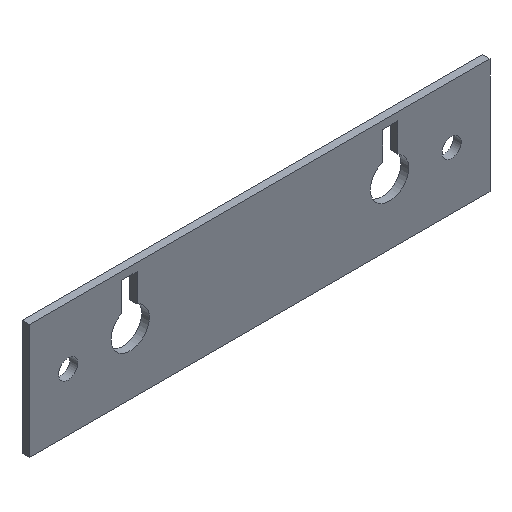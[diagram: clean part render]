
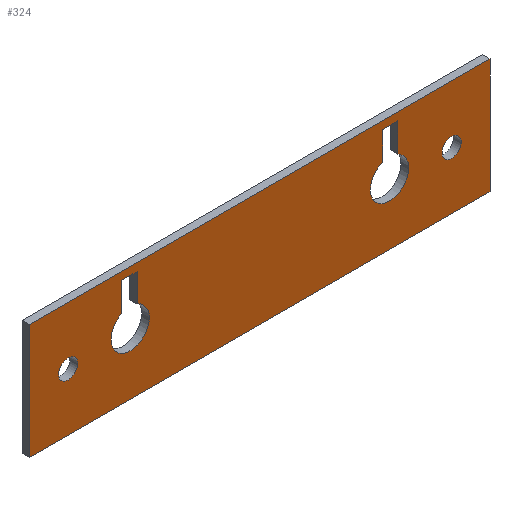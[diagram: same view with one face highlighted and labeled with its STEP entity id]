
A CAD part, isometric view. The second image highlights one B-rep face of the part: STEP entity #324.
In plain terms, the highlighted planar face has unit normal (0, -1, 0).
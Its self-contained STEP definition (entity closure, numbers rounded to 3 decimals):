
#19=FACE_BOUND('',#71,.T.);
#20=FACE_BOUND('',#72,.T.);
#21=FACE_BOUND('',#73,.T.);
#22=FACE_BOUND('',#74,.T.);
#34=PLANE('',#362);
#50=FACE_OUTER_BOUND('',#70,.T.);
#70=EDGE_LOOP('',(#291,#292,#293,#294));
#71=EDGE_LOOP('',(#295));
#72=EDGE_LOOP('',(#296,#297,#298,#299));
#73=EDGE_LOOP('',(#300,#301,#302,#303));
#74=EDGE_LOOP('',(#304));
#76=LINE('',#457,#110);
#80=LINE('',#465,#114);
#83=LINE('',#471,#117);
#86=LINE('',#481,#120);
#90=LINE('',#489,#124);
#93=LINE('',#495,#127);
#97=LINE('',#511,#131);
#101=LINE('',#519,#135);
#104=LINE('',#525,#138);
#107=LINE('',#530,#141);
#110=VECTOR('',#374,10.);
#114=VECTOR('',#380,10.);
#117=VECTOR('',#385,10.);
#120=VECTOR('',#396,10.);
#124=VECTOR('',#402,10.);
#127=VECTOR('',#407,10.);
#131=VECTOR('',#425,10.);
#135=VECTOR('',#431,10.);
#138=VECTOR('',#436,10.);
#141=VECTOR('',#441,10.);
#144=CIRCLE('',#341,2.5);
#145=CIRCLE('',#346,5.);
#147=CIRCLE('',#352,5.);
#150=CIRCLE('',#356,2.5);
#152=VERTEX_POINT('',#451);
#153=VERTEX_POINT('',#455);
#154=VERTEX_POINT('',#456);
#157=VERTEX_POINT('',#464);
#159=VERTEX_POINT('',#470);
#161=VERTEX_POINT('',#479);
#162=VERTEX_POINT('',#480);
#165=VERTEX_POINT('',#488);
#167=VERTEX_POINT('',#494);
#170=VERTEX_POINT('',#505);
#171=VERTEX_POINT('',#509);
#172=VERTEX_POINT('',#510);
#175=VERTEX_POINT('',#518);
#177=VERTEX_POINT('',#524);
#181=EDGE_CURVE('',#152,#152,#144,.T.);
#182=EDGE_CURVE('',#153,#154,#76,.T.);
#186=EDGE_CURVE('',#157,#153,#80,.T.);
#189=EDGE_CURVE('',#159,#157,#83,.T.);
#192=EDGE_CURVE('',#154,#159,#145,.T.);
#194=EDGE_CURVE('',#161,#162,#86,.T.);
#198=EDGE_CURVE('',#165,#161,#90,.T.);
#201=EDGE_CURVE('',#167,#165,#93,.T.);
#204=EDGE_CURVE('',#162,#167,#147,.T.);
#208=EDGE_CURVE('',#170,#170,#150,.T.);
#209=EDGE_CURVE('',#171,#172,#97,.T.);
#213=EDGE_CURVE('',#172,#175,#101,.T.);
#216=EDGE_CURVE('',#175,#177,#104,.T.);
#219=EDGE_CURVE('',#177,#171,#107,.T.);
#291=ORIENTED_EDGE('',*,*,#219,.T.);
#292=ORIENTED_EDGE('',*,*,#209,.T.);
#293=ORIENTED_EDGE('',*,*,#213,.T.);
#294=ORIENTED_EDGE('',*,*,#216,.T.);
#295=ORIENTED_EDGE('',*,*,#208,.F.);
#296=ORIENTED_EDGE('',*,*,#204,.F.);
#297=ORIENTED_EDGE('',*,*,#194,.F.);
#298=ORIENTED_EDGE('',*,*,#198,.F.);
#299=ORIENTED_EDGE('',*,*,#201,.F.);
#300=ORIENTED_EDGE('',*,*,#192,.F.);
#301=ORIENTED_EDGE('',*,*,#182,.F.);
#302=ORIENTED_EDGE('',*,*,#186,.F.);
#303=ORIENTED_EDGE('',*,*,#189,.F.);
#304=ORIENTED_EDGE('',*,*,#181,.F.);
#324=ADVANCED_FACE('',(#50,#19,#20,#21,#22),#34,.F.);
#341=AXIS2_PLACEMENT_3D('',#453,#370,#371);
#346=AXIS2_PLACEMENT_3D('',#476,#390,#391);
#352=AXIS2_PLACEMENT_3D('',#500,#412,#413);
#356=AXIS2_PLACEMENT_3D('',#507,#421,#422);
#362=AXIS2_PLACEMENT_3D('',#533,#445,#446);
#370=DIRECTION('center_axis',(0.,-1.,0.));
#371=DIRECTION('ref_axis',(1.,0.,0.));
#374=DIRECTION('',(0.,0.,-1.));
#380=DIRECTION('',(-1.,0.,0.));
#385=DIRECTION('',(0.,0.,1.));
#390=DIRECTION('center_axis',(0.,-1.,0.));
#391=DIRECTION('ref_axis',(1.,0.,0.));
#396=DIRECTION('',(0.,0.,-1.));
#402=DIRECTION('',(-1.,0.,0.));
#407=DIRECTION('',(0.,0.,1.));
#412=DIRECTION('center_axis',(0.,-1.,0.));
#413=DIRECTION('ref_axis',(1.,0.,0.));
#421=DIRECTION('center_axis',(0.,-1.,0.));
#422=DIRECTION('ref_axis',(1.,0.,0.));
#425=DIRECTION('',(0.,0.,1.));
#431=DIRECTION('',(-1.,0.,0.));
#436=DIRECTION('',(0.,0.,-1.));
#441=DIRECTION('',(1.,0.,0.));
#445=DIRECTION('center_axis',(0.,1.,0.));
#446=DIRECTION('ref_axis',(1.,0.,0.));
#451=CARTESIAN_POINT('',(-52.5,0.,0.));
#453=CARTESIAN_POINT('Origin',(-50.,0.,0.));
#455=CARTESIAN_POINT('',(-36.,0.,13.));
#456=CARTESIAN_POINT('',(-36.,0.,5.491));
#457=CARTESIAN_POINT('',(-36.,0.,5.));
#464=CARTESIAN_POINT('',(-32.,0.,13.));
#465=CARTESIAN_POINT('',(-36.,0.,13.));
#470=CARTESIAN_POINT('',(-32.,0.,5.664));
#471=CARTESIAN_POINT('',(-32.,0.,13.));
#476=CARTESIAN_POINT('Origin',(-33.801,0.,1.));
#479=CARTESIAN_POINT('',(32.,0.,13.));
#480=CARTESIAN_POINT('',(32.,0.,5.664));
#481=CARTESIAN_POINT('',(32.,0.,13.));
#488=CARTESIAN_POINT('',(36.,0.,13.));
#489=CARTESIAN_POINT('',(36.,0.,13.));
#494=CARTESIAN_POINT('',(36.,0.,5.491));
#495=CARTESIAN_POINT('',(36.,0.,5.));
#500=CARTESIAN_POINT('Origin',(33.801,0.,1.));
#505=CARTESIAN_POINT('',(47.5,0.,0.));
#507=CARTESIAN_POINT('Origin',(50.,0.,0.));
#509=CARTESIAN_POINT('',(60.,0.,-15.));
#510=CARTESIAN_POINT('',(60.,0.,15.));
#511=CARTESIAN_POINT('',(60.,0.,-15.));
#518=CARTESIAN_POINT('',(-60.,0.,15.));
#519=CARTESIAN_POINT('',(60.,0.,15.));
#524=CARTESIAN_POINT('',(-60.,0.,-15.));
#525=CARTESIAN_POINT('',(-60.,0.,15.));
#530=CARTESIAN_POINT('',(-60.,0.,-15.));
#533=CARTESIAN_POINT('Origin',(0.,0.,0.));
